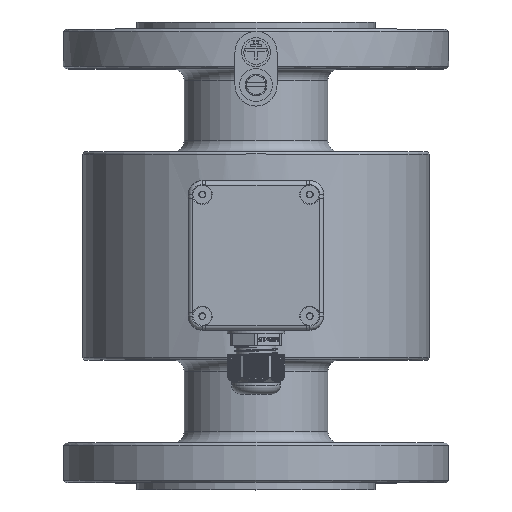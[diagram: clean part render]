
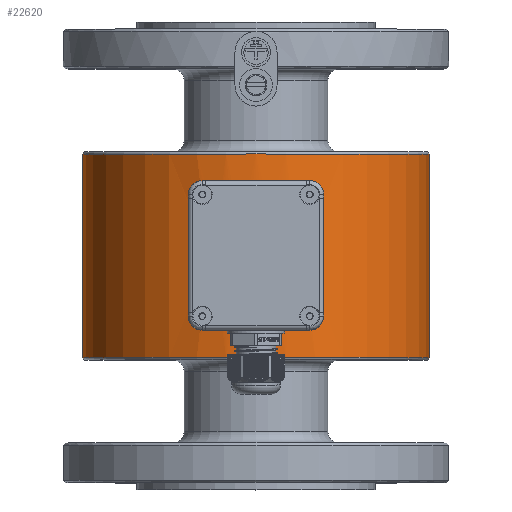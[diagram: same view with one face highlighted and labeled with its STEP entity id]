
A CAD part, top view. The second image highlights one B-rep face of the part: STEP entity #22620.
In plain terms, the highlighted cylindrical face has radius 74 mm (diameter 148 mm), a full revolution.
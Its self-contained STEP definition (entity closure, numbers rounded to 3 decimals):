
#785=FACE_BOUND('',#3011,.T.);
#1533=FACE_OUTER_BOUND('',#3010,.T.);
#3010=EDGE_LOOP('',(#15311,#15312,#15313,#15314));
#3011=EDGE_LOOP('',(#15315));
#4453=CIRCLE('',#24254,74.);
#4456=CIRCLE('',#24258,74.);
#5736=B_SPLINE_CURVE_WITH_KNOTS('',3,(#48808,#48809,#48810,#48811,#48812,
#48813,#48814,#48815,#48816,#48817,#48818,#48819,#48820,#48821,#48822,#48823,
#48824,#48825,#48826,#48827,#48828,#48829,#48830,#48831,#48832,#48833,#48834,
#48835,#48836,#48837,#48838,#48839,#48840,#48841,#48842,#48843,#48844,#48845,
#48846,#48847,#48848,#48849,#48850,#48851,#48852,#48853,#48854,#48855,#48856,
#48857,#48858,#48859,#48860,#48861,#48862,#48863,#48864,#48865,#48866,#48867,
#48868,#48869,#48870,#48871,#48872,#48873),.UNSPECIFIED.,.T.,.F.,(4,2,2,
2,2,2,2,2,2,2,2,2,2,2,2,2,2,2,2,2,2,2,2,2,2,2,2,2,2,2,2,2,4),(-12.732,
-12.335,-11.937,-11.539,-11.141,
-10.743,-10.345,-9.947,-9.549,
-9.152,-8.754,-8.356,-7.958,
-7.56,-7.162,-6.764,-6.366,
-5.968,-5.57,-5.172,-4.774,
-4.377,-3.979,-3.581,-3.183,
-2.785,-2.387,-1.99,-1.592,
-1.194,-0.796,-0.398,0.),
 .UNSPECIFIED.);
#6257=LINE('',#48806,#7646);
#7646=VECTOR('',#27597,74.);
#9204=VERTEX_POINT('',#48798);
#9206=VERTEX_POINT('',#48804);
#9207=VERTEX_POINT('',#48807);
#11369=EDGE_CURVE('',#9204,#9204,#4453,.T.);
#11372=EDGE_CURVE('',#9206,#9206,#4456,.T.);
#11373=EDGE_CURVE('',#9206,#9204,#6257,.T.);
#11374=EDGE_CURVE('',#9207,#9207,#5736,.T.);
#15311=ORIENTED_EDGE('',*,*,#11372,.F.);
#15312=ORIENTED_EDGE('',*,*,#11373,.T.);
#15313=ORIENTED_EDGE('',*,*,#11369,.F.);
#15314=ORIENTED_EDGE('',*,*,#11373,.F.);
#15315=ORIENTED_EDGE('',*,*,#11374,.T.);
#20865=CYLINDRICAL_SURFACE('',#24257,74.);
#22620=ADVANCED_FACE('',(#1533,#785),#20865,.T.);
#24254=AXIS2_PLACEMENT_3D('',#48799,#27587,#27588);
#24257=AXIS2_PLACEMENT_3D('',#48803,#27593,#27594);
#24258=AXIS2_PLACEMENT_3D('',#48805,#27595,#27596);
#27587=DIRECTION('center_axis',(-1.,0.,0.));
#27588=DIRECTION('ref_axis',(0.,-1.,0.));
#27593=DIRECTION('center_axis',(1.,0.,0.));
#27594=DIRECTION('ref_axis',(0.,1.,0.));
#27595=DIRECTION('center_axis',(1.,0.,0.));
#27596=DIRECTION('ref_axis',(0.,-1.,0.));
#27597=DIRECTION('',(-1.,0.,0.));
#48798=CARTESIAN_POINT('',(-43.5,-198.,0.));
#48799=CARTESIAN_POINT('Origin',(-43.5,-124.,0.));
#48803=CARTESIAN_POINT('Origin',(0.,-124.,0.));
#48804=CARTESIAN_POINT('',(43.5,-198.,0.));
#48805=CARTESIAN_POINT('Origin',(43.5,-124.,0.));
#48806=CARTESIAN_POINT('',(0.,-198.,0.));
#48807=CARTESIAN_POINT('',(-21.,-50.,0.));
#48808=CARTESIAN_POINT('Ctrl Pts',(0.,-53.042,
-21.));
#48809=CARTESIAN_POINT('Ctrl Pts',(1.326,-53.042,-21.));
#48810=CARTESIAN_POINT('Ctrl Pts',(2.696,-53.004,-20.872));
#48811=CARTESIAN_POINT('Ctrl Pts',(5.415,-52.849,-20.337));
#48812=CARTESIAN_POINT('Ctrl Pts',(6.764,-52.732,-19.93));
#48813=CARTESIAN_POINT('Ctrl Pts',(9.349,-52.441,-18.856));
#48814=CARTESIAN_POINT('Ctrl Pts',(10.586,-52.266,-18.189));
#48815=CARTESIAN_POINT('Ctrl Pts',(12.872,-51.893,-16.65));
#48816=CARTESIAN_POINT('Ctrl Pts',(13.921,-51.695,-15.778));
#48817=CARTESIAN_POINT('Ctrl Pts',(15.777,-51.315,-13.921));
#48818=CARTESIAN_POINT('Ctrl Pts',(16.649,-51.119,-12.872));
#48819=CARTESIAN_POINT('Ctrl Pts',(18.189,-50.752,-10.586));
#48820=CARTESIAN_POINT('Ctrl Pts',(18.856,-50.581,-9.349));
#48821=CARTESIAN_POINT('Ctrl Pts',(19.93,-50.298,-6.764));
#48822=CARTESIAN_POINT('Ctrl Pts',(20.337,-50.186,-5.414));
#48823=CARTESIAN_POINT('Ctrl Pts',(20.872,-50.037,-2.695));
#48824=CARTESIAN_POINT('Ctrl Pts',(21.,-50.,-1.326));
#48825=CARTESIAN_POINT('Ctrl Pts',(21.,-50.,1.326));
#48826=CARTESIAN_POINT('Ctrl Pts',(20.872,-50.037,2.695));
#48827=CARTESIAN_POINT('Ctrl Pts',(20.337,-50.186,5.414));
#48828=CARTESIAN_POINT('Ctrl Pts',(19.93,-50.298,6.764));
#48829=CARTESIAN_POINT('Ctrl Pts',(18.856,-50.581,9.349));
#48830=CARTESIAN_POINT('Ctrl Pts',(18.189,-50.752,10.586));
#48831=CARTESIAN_POINT('Ctrl Pts',(16.649,-51.119,12.872));
#48832=CARTESIAN_POINT('Ctrl Pts',(15.777,-51.315,13.921));
#48833=CARTESIAN_POINT('Ctrl Pts',(13.921,-51.695,15.778));
#48834=CARTESIAN_POINT('Ctrl Pts',(12.872,-51.893,16.65));
#48835=CARTESIAN_POINT('Ctrl Pts',(10.586,-52.266,18.189));
#48836=CARTESIAN_POINT('Ctrl Pts',(9.349,-52.441,18.856));
#48837=CARTESIAN_POINT('Ctrl Pts',(6.764,-52.732,19.93));
#48838=CARTESIAN_POINT('Ctrl Pts',(5.415,-52.849,20.337));
#48839=CARTESIAN_POINT('Ctrl Pts',(2.696,-53.004,20.872));
#48840=CARTESIAN_POINT('Ctrl Pts',(1.326,-53.042,21.));
#48841=CARTESIAN_POINT('Ctrl Pts',(-1.326,-53.042,
21.));
#48842=CARTESIAN_POINT('Ctrl Pts',(-2.696,-53.004,
20.872));
#48843=CARTESIAN_POINT('Ctrl Pts',(-5.415,-52.849,
20.337));
#48844=CARTESIAN_POINT('Ctrl Pts',(-6.764,-52.732,
19.93));
#48845=CARTESIAN_POINT('Ctrl Pts',(-9.349,-52.441,
18.856));
#48846=CARTESIAN_POINT('Ctrl Pts',(-10.586,-52.266,
18.189));
#48847=CARTESIAN_POINT('Ctrl Pts',(-12.872,-51.893,
16.65));
#48848=CARTESIAN_POINT('Ctrl Pts',(-13.921,-51.695,
15.778));
#48849=CARTESIAN_POINT('Ctrl Pts',(-15.777,-51.315,
13.921));
#48850=CARTESIAN_POINT('Ctrl Pts',(-16.649,-51.119,12.872));
#48851=CARTESIAN_POINT('Ctrl Pts',(-18.189,-50.752,
10.586));
#48852=CARTESIAN_POINT('Ctrl Pts',(-18.856,-50.581,
9.349));
#48853=CARTESIAN_POINT('Ctrl Pts',(-19.93,-50.298,
6.764));
#48854=CARTESIAN_POINT('Ctrl Pts',(-20.337,-50.186,
5.414));
#48855=CARTESIAN_POINT('Ctrl Pts',(-20.872,-50.037,
2.695));
#48856=CARTESIAN_POINT('Ctrl Pts',(-21.,-50.,1.326));
#48857=CARTESIAN_POINT('Ctrl Pts',(-21.,-50.,-1.326));
#48858=CARTESIAN_POINT('Ctrl Pts',(-20.872,-50.037,
-2.695));
#48859=CARTESIAN_POINT('Ctrl Pts',(-20.337,-50.186,
-5.414));
#48860=CARTESIAN_POINT('Ctrl Pts',(-19.93,-50.298,
-6.764));
#48861=CARTESIAN_POINT('Ctrl Pts',(-18.856,-50.581,
-9.349));
#48862=CARTESIAN_POINT('Ctrl Pts',(-18.189,-50.752,
-10.586));
#48863=CARTESIAN_POINT('Ctrl Pts',(-16.649,-51.119,-12.872));
#48864=CARTESIAN_POINT('Ctrl Pts',(-15.777,-51.315,
-13.921));
#48865=CARTESIAN_POINT('Ctrl Pts',(-13.921,-51.695,
-15.778));
#48866=CARTESIAN_POINT('Ctrl Pts',(-12.872,-51.893,
-16.65));
#48867=CARTESIAN_POINT('Ctrl Pts',(-10.586,-52.266,
-18.189));
#48868=CARTESIAN_POINT('Ctrl Pts',(-9.349,-52.441,
-18.856));
#48869=CARTESIAN_POINT('Ctrl Pts',(-6.764,-52.732,
-19.93));
#48870=CARTESIAN_POINT('Ctrl Pts',(-5.415,-52.849,
-20.337));
#48871=CARTESIAN_POINT('Ctrl Pts',(-2.696,-53.004,
-20.872));
#48872=CARTESIAN_POINT('Ctrl Pts',(-1.326,-53.042,
-21.));
#48873=CARTESIAN_POINT('Ctrl Pts',(0.,-53.042,
-21.));
